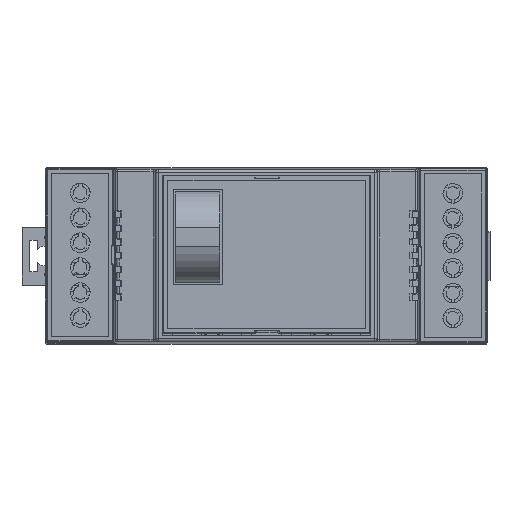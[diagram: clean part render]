
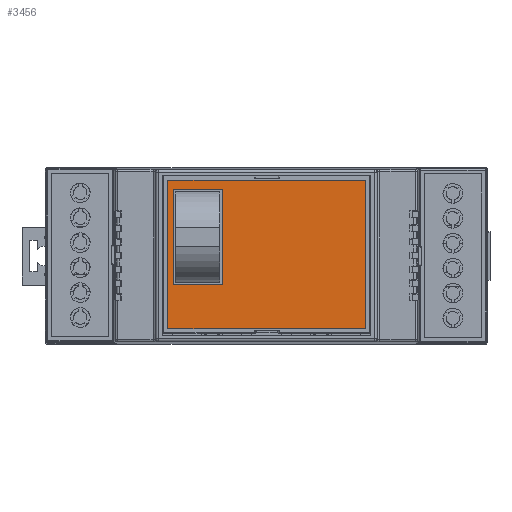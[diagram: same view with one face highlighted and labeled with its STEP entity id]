
A CAD part, top view. The second image highlights one B-rep face of the part: STEP entity #3456.
In plain terms, the highlighted planar face has unit normal (0, 0, 1).
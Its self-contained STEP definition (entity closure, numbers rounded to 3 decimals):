
#202 = CARTESIAN_POINT ( 'NONE',  ( -16.875, -2.728, 28.307 ) ) ;
#1311 = EDGE_CURVE ( 'NONE', #41222, #22451, #12352, .T. ) ;
#1460 = VERTEX_POINT ( 'NONE', #40299 ) ;
#1557 = CARTESIAN_POINT ( 'NONE',  ( -6.875, -2.728, 28.307 ) ) ;
#1589 = EDGE_LOOP ( 'NONE', ( #23140, #6414, #37146, #6134 ) ) ;
#2839 = ORIENTED_EDGE ( 'NONE', *, *, #11457, .T. ) ;
#3456 = ADVANCED_FACE ( 'NONE', ( #19472, #10542 ), #21943, .T. ) ;
#3464 = VECTOR ( 'NONE', #19147, 1000. ) ;
#3930 = CARTESIAN_POINT ( 'NONE',  ( -16.875, 16.772, 28.307 ) ) ;
#4044 = CARTESIAN_POINT ( 'NONE',  ( -17.931, 18.643, 28.307 ) ) ;
#5505 = EDGE_CURVE ( 'NONE', #40912, #30231, #15310, .T. ) ;
#6134 = ORIENTED_EDGE ( 'NONE', *, *, #21780, .F. ) ;
#6307 = CARTESIAN_POINT ( 'NONE',  ( -6.875, 16.772, 28.307 ) ) ;
#6414 = ORIENTED_EDGE ( 'NONE', *, *, #1311, .F. ) ;
#7222 = VERTEX_POINT ( 'NONE', #202 ) ;
#7361 = AXIS2_PLACEMENT_3D ( 'NONE', #15047, #28569, #32407 ) ;
#7822 = VECTOR ( 'NONE', #16810, 1000. ) ;
#10071 = VECTOR ( 'NONE', #23531, 1000. ) ;
#10542 = FACE_OUTER_BOUND ( 'NONE', #40887, .T. ) ;
#11457 = EDGE_CURVE ( 'NONE', #1460, #40912, #24675, .T. ) ;
#11999 = LINE ( 'NONE', #13445, #26704 ) ;
#12207 = VECTOR ( 'NONE', #36511, 1000. ) ;
#12352 = LINE ( 'NONE', #35958, #3464 ) ;
#12459 = DIRECTION ( 'NONE',  ( 0., 1., 0. ) ) ;
#12929 = EDGE_CURVE ( 'NONE', #22451, #7222, #41898, .T. ) ;
#13411 = CARTESIAN_POINT ( 'NONE',  ( 22.369, 1.248, 28.307 ) ) ;
#13445 = CARTESIAN_POINT ( 'NONE',  ( 4.222, 18.643, 28.307 ) ) ;
#14825 = CARTESIAN_POINT ( 'NONE',  ( 22.369, 18.643, 28.307 ) ) ;
#15047 = CARTESIAN_POINT ( 'NONE',  ( 4.222, 1.248, 28.307 ) ) ;
#15186 = VERTEX_POINT ( 'NONE', #4044 ) ;
#15310 = LINE ( 'NONE', #13411, #10071 ) ;
#16397 = VECTOR ( 'NONE', #24156, 1000. ) ;
#16810 = DIRECTION ( 'NONE',  ( 0., -1., 0. ) ) ;
#17572 = CARTESIAN_POINT ( 'NONE',  ( -6.875, 16.772, 28.307 ) ) ;
#19147 = DIRECTION ( 'NONE',  ( -1., 0., 0. ) ) ;
#19408 = CARTESIAN_POINT ( 'NONE',  ( -17.931, 1.248, 28.307 ) ) ;
#19472 = FACE_BOUND ( 'NONE', #1589, .T. ) ;
#19974 = ORIENTED_EDGE ( 'NONE', *, *, #43147, .T. ) ;
#20347 = CARTESIAN_POINT ( 'NONE',  ( 4.222, -11.657, 28.307 ) ) ;
#21780 = EDGE_CURVE ( 'NONE', #7222, #29711, #30620, .T. ) ;
#21943 = PLANE ( 'NONE',  #7361 ) ;
#22451 = VERTEX_POINT ( 'NONE', #27654 ) ;
#23140 = ORIENTED_EDGE ( 'NONE', *, *, #12929, .F. ) ;
#23531 = DIRECTION ( 'NONE',  ( 0., 1., 0. ) ) ;
#23711 = DIRECTION ( 'NONE',  ( -1., 0., 0. ) ) ;
#24156 = DIRECTION ( 'NONE',  ( 1., 0., 0. ) ) ;
#24675 = LINE ( 'NONE', #20347, #42551 ) ;
#24765 = ORIENTED_EDGE ( 'NONE', *, *, #5505, .T. ) ;
#26704 = VECTOR ( 'NONE', #23711, 1000. ) ;
#26975 = DIRECTION ( 'NONE',  ( 1., 0., 0. ) ) ;
#27654 = CARTESIAN_POINT ( 'NONE',  ( -16.875, 16.772, 28.307 ) ) ;
#28521 = ORIENTED_EDGE ( 'NONE', *, *, #40711, .T. ) ;
#28569 = DIRECTION ( 'NONE',  ( 0., 0., 1. ) ) ;
#29711 = VERTEX_POINT ( 'NONE', #1557 ) ;
#30231 = VERTEX_POINT ( 'NONE', #14825 ) ;
#30620 = LINE ( 'NONE', #37604, #16397 ) ;
#30913 = LINE ( 'NONE', #6307, #40403 ) ;
#32407 = DIRECTION ( 'NONE',  ( 1., 0., 0. ) ) ;
#34840 = LINE ( 'NONE', #19408, #12207 ) ;
#35044 = EDGE_CURVE ( 'NONE', #29711, #41222, #30913, .T. ) ;
#35958 = CARTESIAN_POINT ( 'NONE',  ( -16.875, 16.772, 28.307 ) ) ;
#36511 = DIRECTION ( 'NONE',  ( 0., -1., 0. ) ) ;
#36607 = CARTESIAN_POINT ( 'NONE',  ( 22.369, -11.657, 28.307 ) ) ;
#37146 = ORIENTED_EDGE ( 'NONE', *, *, #35044, .F. ) ;
#37604 = CARTESIAN_POINT ( 'NONE',  ( -16.875, -2.728, 28.307 ) ) ;
#40299 = CARTESIAN_POINT ( 'NONE',  ( -17.931, -11.657, 28.307 ) ) ;
#40403 = VECTOR ( 'NONE', #12459, 1000. ) ;
#40711 = EDGE_CURVE ( 'NONE', #15186, #1460, #34840, .T. ) ;
#40887 = EDGE_LOOP ( 'NONE', ( #28521, #2839, #24765, #19974 ) ) ;
#40912 = VERTEX_POINT ( 'NONE', #36607 ) ;
#41222 = VERTEX_POINT ( 'NONE', #17572 ) ;
#41898 = LINE ( 'NONE', #3930, #7822 ) ;
#42551 = VECTOR ( 'NONE', #26975, 1000. ) ;
#43147 = EDGE_CURVE ( 'NONE', #30231, #15186, #11999, .T. ) ;
